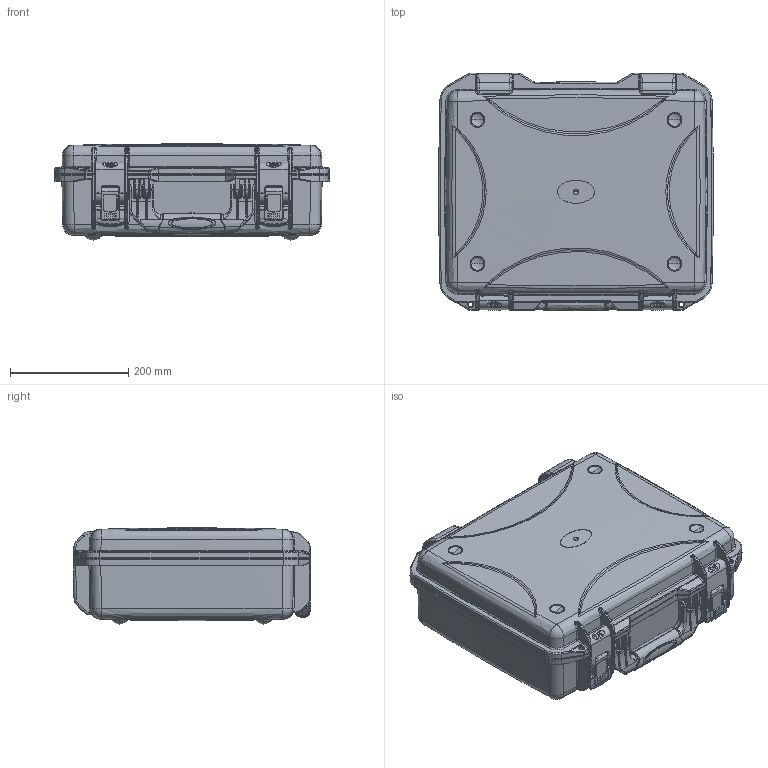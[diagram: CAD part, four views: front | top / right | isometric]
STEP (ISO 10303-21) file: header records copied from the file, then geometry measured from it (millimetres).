
FILE_DESCRIPTION((''),'2;1');
FILE_NAME('8003CP_ASM','2018-05-29T',('Administrator'),(''),'PRO/ENGINEER BY PARAMETRIC TECHNOLOGY CORPORATION, 2009440','PRO/ENGINEER BY PARAMETRIC TECHNOLOGY CORPORATION, 2009440','');
FILE_SCHEMA(('CONFIG_CONTROL_DESIGN'));
Length unit declared in the file: millimetre
Products named in the file (12): MANIFOLD_SOLID_BREP_87863__; MANIFOLD_SOLID_BREP_184782__; MANIFOLD_SOLID_BREP_264505__; ASM0011___ASM; CP_1LASUO-GA3I_X_1_; T232; 3532523_ASM; LASUO4T3H_; LASUO43GOU_; LASUO4K3OUXIALA_; LASUO84__ASM; 8003CP_ASM
Assembly tree (12 placements, depth 4):
  8003CP_ASM
    ASM0011___ASM
      MANIFOLD_SOLID_BREP_87863__
      MANIFOLD_SOLID_BREP_184782__
      MANIFOLD_SOLID_BREP_264505__
    LASUO84__ASM  x2
      3532523_ASM
        CP_1LASUO-GA3I_X_1_
        T232
      LASUO4T3H_
      LASUO43GOU_
      LASUO4K3OUXIALA_
Bounding box: 465 x 401.96 x 162.97 mm (x, y, z)
Volume: 114265.9 mm3; surface area: 1343202.2 mm2
Topology: 12 solids, 42 shells, 3950 faces, 10917 edges, 6716 vertices
Faces by surface type: cylinder 1310, bspline 1082, plane 731, torus 507, cone 162, sphere 142, extrusion 14, revolution 2
Entity records: 187448 total; most frequent: CARTESIAN_POINT 117379, ORIENTED_EDGE 16601, DIRECTION 11355, EDGE_CURVE 8599, VERTEX_POINT 5402, AXIS2_PLACEMENT_3D 4549, B_SPLINE_CURVE_WITH_KNOTS 4084, EDGE_LOOP 3205
